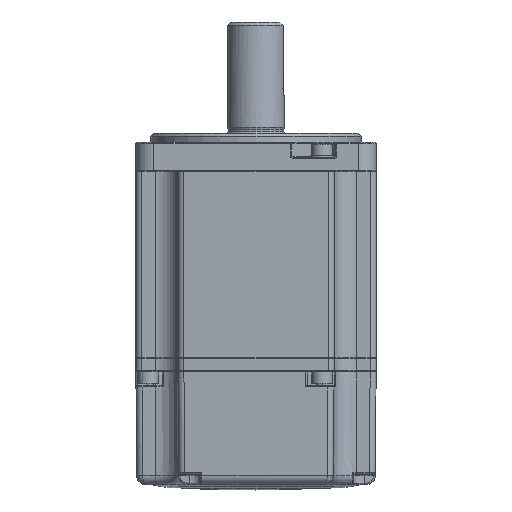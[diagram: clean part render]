
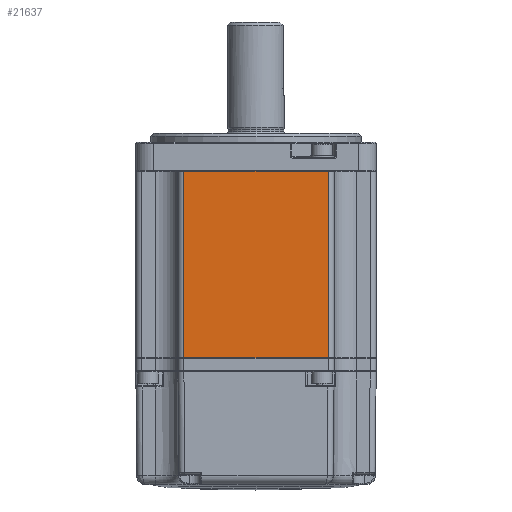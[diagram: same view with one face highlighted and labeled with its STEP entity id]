
A CAD part, front view. The second image highlights one B-rep face of the part: STEP entity #21637.
In plain terms, the highlighted planar face has unit normal (0, -1, 0).
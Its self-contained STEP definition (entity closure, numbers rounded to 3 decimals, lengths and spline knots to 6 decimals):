
#1515=PLANE('',#24852);
#2449=FACE_OUTER_BOUND('',#3637,.T.);
#3637=EDGE_LOOP('',(#17503,#17504,#17505,#17506));
#5291=LINE('',#51233,#7209);
#5296=LINE('',#51248,#7214);
#5353=LINE('',#51389,#7271);
#5354=LINE('',#51391,#7272);
#7209=VECTOR('',#29123,0.048);
#7214=VECTOR('',#29136,0.048);
#7271=VECTOR('',#29273,0.0621);
#7272=VECTOR('',#29276,0.0621);
#10083=VERTEX_POINT('',#51226);
#10085=VERTEX_POINT('',#51232);
#10090=VERTEX_POINT('',#51245);
#10091=VERTEX_POINT('',#51247);
#12839=EDGE_CURVE('',#10083,#10085,#5291,.T.);
#12846=EDGE_CURVE('',#10090,#10091,#5296,.T.);
#12918=EDGE_CURVE('',#10085,#10090,#5353,.T.);
#12919=EDGE_CURVE('',#10091,#10083,#5354,.T.);
#17503=ORIENTED_EDGE('',*,*,#12839,.F.);
#17504=ORIENTED_EDGE('',*,*,#12919,.F.);
#17505=ORIENTED_EDGE('',*,*,#12846,.F.);
#17506=ORIENTED_EDGE('',*,*,#12918,.F.);
#21637=ADVANCED_FACE('',(#2449),#1515,.F.);
#24852=AXIS2_PLACEMENT_3D('',#51390,#29274,#29275);
#29123=DIRECTION('',(-1.,0.,0.));
#29136=DIRECTION('',(1.,0.,0.));
#29273=DIRECTION('',(0.,0.,1.));
#29274=DIRECTION('center_axis',(0.,1.,0.));
#29275=DIRECTION('ref_axis',(0.,0.,1.));
#29276=DIRECTION('',(0.,0.,-1.));
#51226=CARTESIAN_POINT('',(0.024,-0.04,0.0012));
#51232=CARTESIAN_POINT('',(-0.024,-0.04,0.0012));
#51233=CARTESIAN_POINT('',(0.024,-0.04,0.0012));
#51245=CARTESIAN_POINT('',(-0.024,-0.04,0.0633));
#51247=CARTESIAN_POINT('',(0.024,-0.04,0.0633));
#51248=CARTESIAN_POINT('',(-0.024,-0.04,0.0633));
#51389=CARTESIAN_POINT('',(-0.024,-0.04,0.0012));
#51390=CARTESIAN_POINT('Origin',(0.,-0.04,0.0645));
#51391=CARTESIAN_POINT('',(0.024,-0.04,0.0633));
